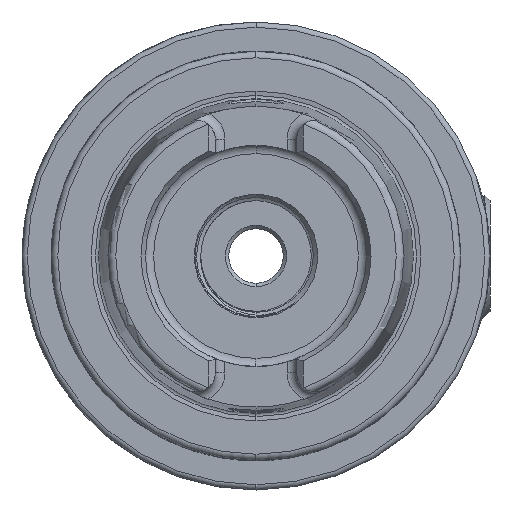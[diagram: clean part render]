
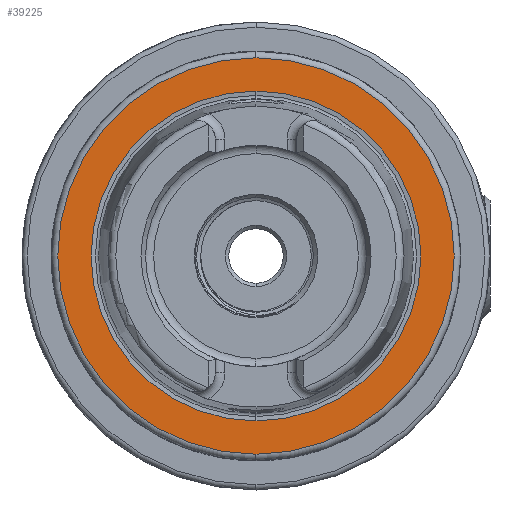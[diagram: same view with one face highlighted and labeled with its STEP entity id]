
A CAD part, left-side view. The second image highlights one B-rep face of the part: STEP entity #39225.
In plain terms, the highlighted planar face has unit normal (-1, 0, 0).
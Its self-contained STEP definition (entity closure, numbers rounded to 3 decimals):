
#3926 = AXIS2_PLACEMENT_3D ( 'NONE', #6158, #6120, #6121 ) ;
#3932 = AXIS2_PLACEMENT_3D ( 'NONE', #5894, #5859, #5888 ) ;
#5859 = DIRECTION ( 'NONE',  ( 1., 0., 0. ) ) ;
#5888 = DIRECTION ( 'NONE',  ( 0., 0., -1. ) ) ;
#5894 = CARTESIAN_POINT ( 'NONE',  ( 0., 0., 0. ) ) ;
#6120 = DIRECTION ( 'NONE',  ( -1., 0., 0. ) ) ;
#6121 = DIRECTION ( 'NONE',  ( 0., 0., 1. ) ) ;
#6158 = CARTESIAN_POINT ( 'NONE',  ( 0., 0., 0. ) ) ;
#8682 = CARTESIAN_POINT ( 'NONE',  ( 0., 0., 0. ) ) ;
#8688 = DIRECTION ( 'NONE',  ( 0., 0., -1. ) ) ;
#8720 = DIRECTION ( 'NONE',  ( 1., 0., 0. ) ) ;
#9628 = CARTESIAN_POINT ( 'NONE',  ( 0., 0., 25.369 ) ) ;
#9691 = CARTESIAN_POINT ( 'NONE',  ( 0., 0., -30.5 ) ) ;
#9705 = CARTESIAN_POINT ( 'NONE',  ( 0., 0., -25.369 ) ) ;
#9717 = CARTESIAN_POINT ( 'NONE',  ( 0., 0., 30.5 ) ) ;
#10215 = DIRECTION ( 'NONE',  ( 0., 0., 1. ) ) ;
#10231 = CARTESIAN_POINT ( 'NONE',  ( 0., 0., 0. ) ) ;
#10249 = DIRECTION ( 'NONE',  ( -1., 0., 0. ) ) ;
#10349 = AXIS2_PLACEMENT_3D ( 'NONE', #39640, #39661, #39662 ) ;
#12625 = CIRCLE ( 'NONE', #24103, 25.369 ) ;
#12729 = CIRCLE ( 'NONE', #24136, 30.5 ) ;
#13093 = FACE_BOUND ( 'NONE', #35946, .T. ) ;
#13111 = FACE_OUTER_BOUND ( 'NONE', #35994, .T. ) ;
#15230 = EDGE_CURVE ( 'NONE', #36328, #36278, #26617, .T. ) ;
#15273 = EDGE_CURVE ( 'NONE', #36337, #36341, #26134, .T. ) ;
#24103 = AXIS2_PLACEMENT_3D ( 'NONE', #8682, #8720, #8688 ) ;
#24136 = AXIS2_PLACEMENT_3D ( 'NONE', #10231, #10249, #10215 ) ;
#26134 = CIRCLE ( 'NONE', #3926, 30.5 ) ;
#26617 = CIRCLE ( 'NONE', #3932, 25.369 ) ;
#34885 = EDGE_CURVE ( 'NONE', #36278, #36328, #12625, .T. ) ;
#34928 = EDGE_CURVE ( 'NONE', #36341, #36337, #12729, .T. ) ;
#35946 = EDGE_LOOP ( 'NONE', ( #39126, #39132 ) ) ;
#35994 = EDGE_LOOP ( 'NONE', ( #36489, #36511 ) ) ;
#36278 = VERTEX_POINT ( 'NONE', #9628 ) ;
#36328 = VERTEX_POINT ( 'NONE', #9705 ) ;
#36337 = VERTEX_POINT ( 'NONE', #9691 ) ;
#36341 = VERTEX_POINT ( 'NONE', #9717 ) ;
#36489 = ORIENTED_EDGE ( 'NONE', *, *, #34928, .T. ) ;
#36511 = ORIENTED_EDGE ( 'NONE', *, *, #15273, .T. ) ;
#39126 = ORIENTED_EDGE ( 'NONE', *, *, #34885, .T. ) ;
#39132 = ORIENTED_EDGE ( 'NONE', *, *, #15230, .T. ) ;
#39225 = ADVANCED_FACE ( 'NONE', ( #13111, #13093 ), #39632, .T. ) ;
#39632 = PLANE ( 'NONE',  #10349 ) ;
#39640 = CARTESIAN_POINT ( 'NONE',  ( 0., 25.369, 0. ) ) ;
#39661 = DIRECTION ( 'NONE',  ( -1., 0., 0. ) ) ;
#39662 = DIRECTION ( 'NONE',  ( 0., 0., 1. ) ) ;
